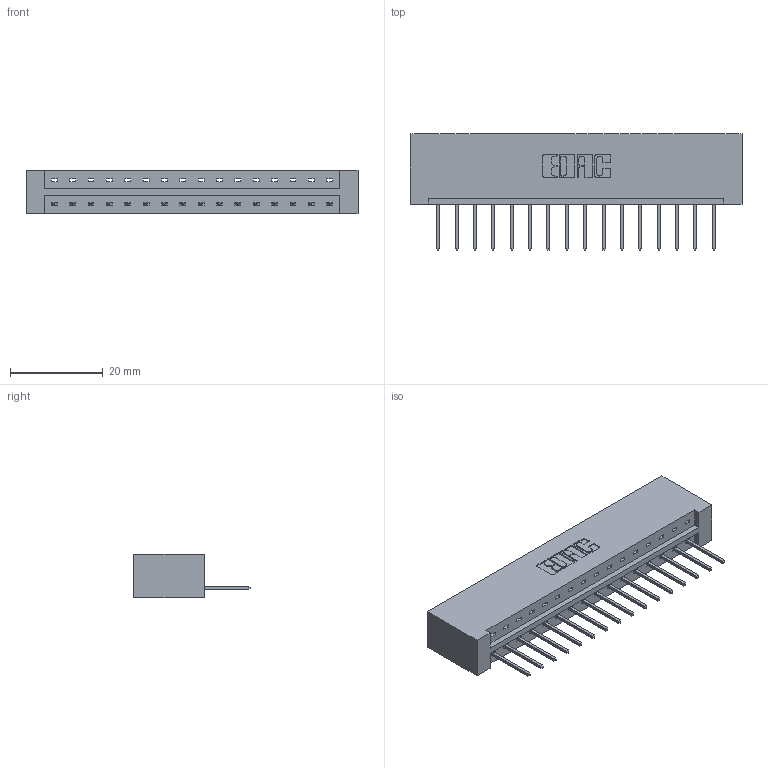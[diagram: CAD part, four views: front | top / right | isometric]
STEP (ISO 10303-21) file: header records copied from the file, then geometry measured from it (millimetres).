
FILE_DESCRIPTION (( 'STEP AP203' ), '1' );
FILE_NAME ('333-016-523-101.STEP', '2018-08-01T11:31:12', ( '' ), ( '' ), 'SwSTEP 2.0', 'SolidWorks 2016', '' );
FILE_SCHEMA (( 'CONFIG_CONTROL_DESIGN' ));
Length unit declared in the file: inch
Products named in the file (3): 333 Part_Lugless; 345-292-001_345-293-123; 333-016-523-101
Assembly tree (17 placements, depth 2):
  333-016-523-101
    333 Part_Lugless
    345-292-001_345-293-123  x16
Bounding box: 71.65 x 25.15 x 9.4 mm (x, y, z)
Volume: 7593.3 mm3; surface area: 8018.5 mm2
Topology: 17 solids, 17 shells, 1034 faces, 3103 edges, 2046 vertices
Faces by surface type: plane 738, cylinder 296
Entity records: 12885 total; most frequent: CARTESIAN_POINT 2234, ORIENTED_EDGE 2186, DIRECTION 1929, EDGE_CURVE 1093, VECTOR 973, LINE 973, VERTEX_POINT 726, AXIS2_PLACEMENT_3D 478
